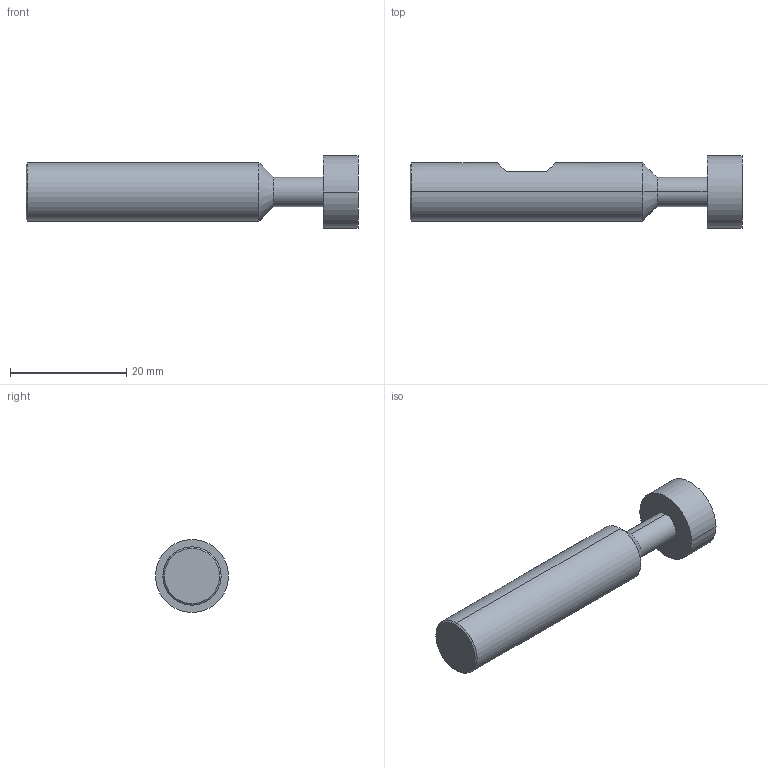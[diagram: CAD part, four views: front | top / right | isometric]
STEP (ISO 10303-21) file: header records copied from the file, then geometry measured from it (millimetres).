
FILE_DESCRIPTION((''),'2;1');
FILE_NAME('5406512500_ASM','2020-07-01T09:20:24',('SCHMIDTST'),(''),'CREO PARAMETRIC BY PTC INC, 2018400','CREO PARAMETRIC BY PTC INC, 2018400','');
FILE_SCHEMA(('AUTOMOTIVE_DESIGN { 1 0 10303 214 1 1 1 1 }'));
Length unit declared in the file: millimetre
Products named in the file (3): 5406512500NC; 5406512500C; 5406512500_ASM
Assembly tree (2 placements, depth 2):
  5406512500_ASM
    5406512500NC
    5406512500C
Bounding box: 57 x 12.5 x 12.5 mm (x, y, z)
Volume: 3361.4 mm3; surface area: 2047.5 mm2
Topology: 1 solids, 2 shells, 17 faces, 32 edges, 21 vertices
Faces by surface type: plane 7, cylinder 6, cone 4
Entity records: 1600 total; most frequent: DIRECTION 157, CARTESIAN_POINT 129, PROPERTY_DEFINITION 126, REPRESENTATION 124, PROPERTY_DEFINITION_REPRESENTATION 124, DESCRIPTIVE_REPRESENTATION_ITEM 84, GENERAL_PROPERTY 81, GENERAL_PROPERTY_ASSOCIATION 81
